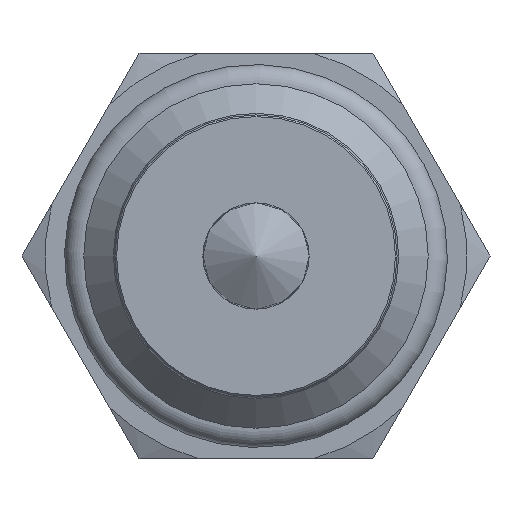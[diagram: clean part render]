
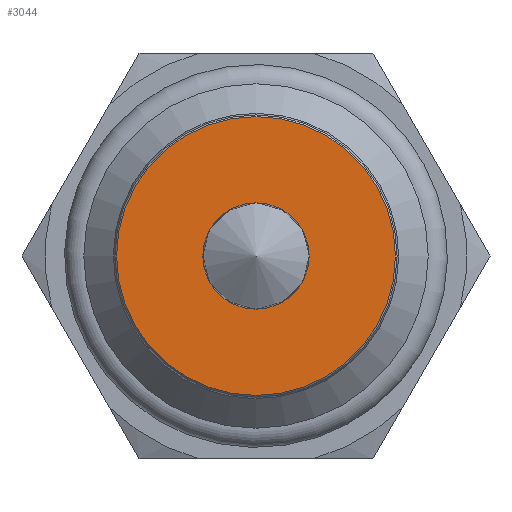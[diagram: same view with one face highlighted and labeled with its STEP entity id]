
A CAD part, left-side view. The second image highlights one B-rep face of the part: STEP entity #3044.
In plain terms, the highlighted planar face has unit normal (-1, 0, 0).
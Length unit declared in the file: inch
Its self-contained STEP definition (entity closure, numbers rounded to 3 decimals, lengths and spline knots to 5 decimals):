
#3002=CARTESIAN_POINT('',(-3.1,0.43,0.));
#3003=VERTEX_POINT('',#3002);
#3004=CARTESIAN_POINT('',(-3.1,0.0,0.0));
#3005=DIRECTION('',(1.0,0.0,0.0));
#3006=DIRECTION('',(0.0,-1.0,0.0));
#3007=AXIS2_PLACEMENT_3D('',#3004,#3005,#3006);
#3008=CIRCLE('',#3007,0.43);
#3009=EDGE_CURVE('',#3003,#3003,#3008,.T.);
#3025=CARTESIAN_POINT('',(-3.1,0.2175,0.0));
#3026=DIRECTION('',(-1.0,0.0,0.0));
#3027=DIRECTION('',(0.0,0.0,1.0));
#3028=AXIS2_PLACEMENT_3D('',#3025,#3026,#3027);
#3029=PLANE('',#3028);
#3030=ORIENTED_EDGE('',*,*,#3009,.F.);
#3031=EDGE_LOOP('',(#3030));
#3032=FACE_OUTER_BOUND('',#3031,.T.);
#3033=CARTESIAN_POINT('',(-3.1,-0.164,0.));
#3034=VERTEX_POINT('',#3033);
#3035=CARTESIAN_POINT('',(-3.1,0.0,0.0));
#3036=DIRECTION('',(1.0,0.0,0.0));
#3037=DIRECTION('',(0.0,1.0,0.0));
#3038=AXIS2_PLACEMENT_3D('',#3035,#3036,#3037);
#3039=CIRCLE('',#3038,0.164);
#3040=EDGE_CURVE('',#3034,#3034,#3039,.T.);
#3041=ORIENTED_EDGE('',*,*,#3040,.T.);
#3042=EDGE_LOOP('',(#3041));
#3043=FACE_BOUND('',#3042,.T.);
#3044=ADVANCED_FACE('',(#3032,#3043),#3029,.T.);
